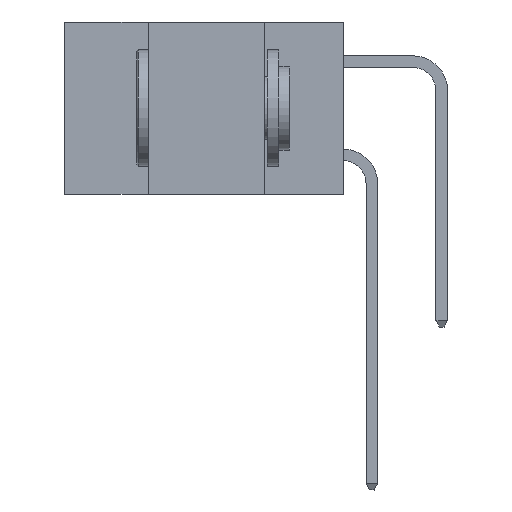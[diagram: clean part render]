
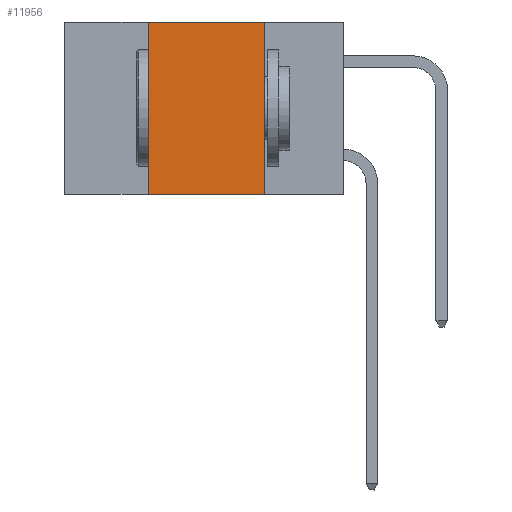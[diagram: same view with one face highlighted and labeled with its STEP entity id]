
A CAD part, left-side view. The second image highlights one B-rep face of the part: STEP entity #11956.
In plain terms, the highlighted planar face has unit normal (-1, 0, 0).
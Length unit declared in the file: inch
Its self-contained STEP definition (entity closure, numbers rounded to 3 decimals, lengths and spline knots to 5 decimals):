
#252 = DIRECTION ( 'NONE',  ( 0., -1., 0. ) ) ;
#258 = VECTOR ( 'NONE', #10054, 39.37008 ) ;
#341 = CARTESIAN_POINT ( 'NONE',  ( 0., 0.42, -0.37 ) ) ;
#1022 = ORIENTED_EDGE ( 'NONE', *, *, #7924, .F. ) ;
#2502 = VERTEX_POINT ( 'NONE', #2513 ) ;
#2513 = CARTESIAN_POINT ( 'NONE',  ( 0., 0.42, 0. ) ) ;
#2728 = DIRECTION ( 'NONE',  ( 1., 0., 0. ) ) ;
#3690 = EDGE_LOOP ( 'NONE', ( #1022, #7823, #5572, #11787 ) ) ;
#4020 = CARTESIAN_POINT ( 'NONE',  ( 0., 0.42, 0. ) ) ;
#4525 = CARTESIAN_POINT ( 'NONE',  ( 0., 0.17, 0. ) ) ;
#4539 = VERTEX_POINT ( 'NONE', #341 ) ;
#4755 = VECTOR ( 'NONE', #9631, 39.37008 ) ;
#4907 = CARTESIAN_POINT ( 'NONE',  ( 0., 0.6, 0. ) ) ;
#4921 = LINE ( 'NONE', #4525, #4755 ) ;
#5572 = ORIENTED_EDGE ( 'NONE', *, *, #9483, .F. ) ;
#6182 = VECTOR ( 'NONE', #252, 39.37008 ) ;
#6951 = VERTEX_POINT ( 'NONE', #11467 ) ;
#7421 = CARTESIAN_POINT ( 'NONE',  ( 0., 0.17, -0.37 ) ) ;
#7823 = ORIENTED_EDGE ( 'NONE', *, *, #9103, .F. ) ;
#7924 = EDGE_CURVE ( 'NONE', #6951, #12808, #4921, .T. ) ;
#8192 = CARTESIAN_POINT ( 'NONE',  ( 0., 0.6, 0. ) ) ;
#8416 = EDGE_CURVE ( 'NONE', #4539, #12808, #12233, .T. ) ;
#8685 = LINE ( 'NONE', #8192, #9476 ) ;
#9103 = EDGE_CURVE ( 'NONE', #2502, #6951, #8685, .T. ) ;
#9219 = DIRECTION ( 'NONE',  ( 0., -1., 0. ) ) ;
#9476 = VECTOR ( 'NONE', #9219, 39.37008 ) ;
#9483 = EDGE_CURVE ( 'NONE', #4539, #2502, #10755, .T. ) ;
#9631 = DIRECTION ( 'NONE',  ( 0., 0., -1. ) ) ;
#10026 = FACE_OUTER_BOUND ( 'NONE', #3690, .T. ) ;
#10054 = DIRECTION ( 'NONE',  ( 0., 0., 1. ) ) ;
#10755 = LINE ( 'NONE', #4020, #258 ) ;
#11264 = CARTESIAN_POINT ( 'NONE',  ( 0., 0.6, -0.37 ) ) ;
#11467 = CARTESIAN_POINT ( 'NONE',  ( 0., 0.17, 0. ) ) ;
#11787 = ORIENTED_EDGE ( 'NONE', *, *, #8416, .T. ) ;
#11929 = AXIS2_PLACEMENT_3D ( 'NONE', #4907, #2728, #12036 ) ;
#11956 = ADVANCED_FACE ( 'NONE', ( #10026 ), #12937, .F. ) ;
#12036 = DIRECTION ( 'NONE',  ( 0., 0., -1. ) ) ;
#12233 = LINE ( 'NONE', #11264, #6182 ) ;
#12808 = VERTEX_POINT ( 'NONE', #7421 ) ;
#12937 = PLANE ( 'NONE',  #11929 ) ;
